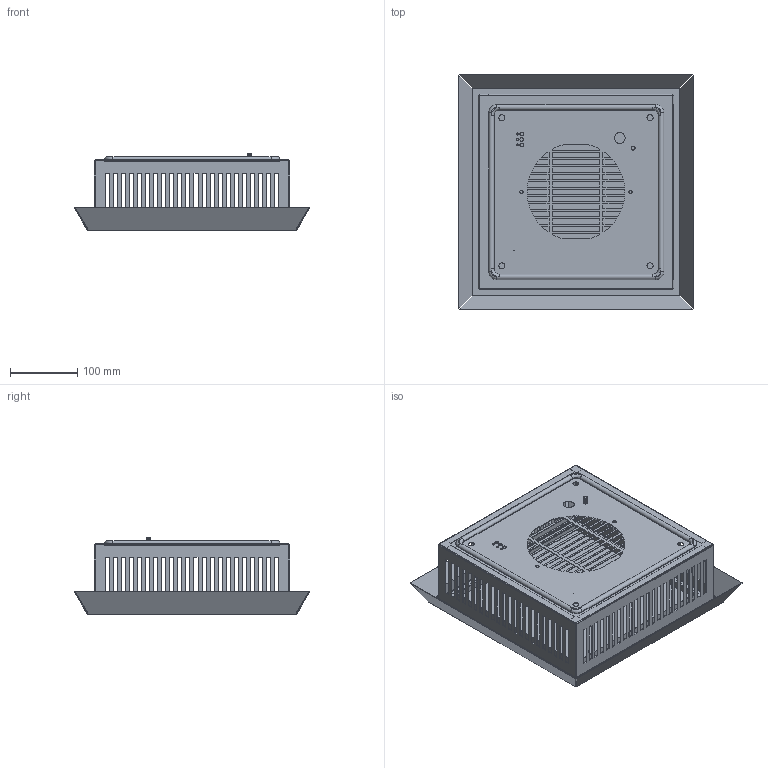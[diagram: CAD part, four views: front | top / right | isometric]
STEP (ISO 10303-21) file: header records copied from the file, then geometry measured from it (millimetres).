
FILE_DESCRIPTION(/* description */ (''),/* implementation_level */ '2;1');
FILE_NAME(/* name */ 'КВФ 350х350.stp',/* time_stamp */ '2023-11-17T15:35:35+03:00',/* author */ ('Василий'),/* organization */ (''),/* preprocessor_version */ 'ST-DEVELOPER v18.1',/* originating_system */ 'Autodesk Inventor 2021',/* authorisation */ '');
FILE_SCHEMA (('AUTOMOTIVE_DESIGN { 1 0 10303 214 3 1 1 }'));
Length unit declared in the file: millimetre
Products named in the file (1): КВ.350х350
Bounding box: 350 x 350 x 115.41 mm (x, y, z)
Volume: 357094.7 mm3; surface area: 756850.6 mm2
Topology: 3 solids, 3 shells, 914 faces, 2518 edges, 1609 vertices
Faces by surface type: plane 722, cylinder 146, bspline 28, torus 16, cone 2
Full cylindrical faces by diameter (mm): 0.5 x3, 3 x3, 5 x2, 5.5 x7, 6 x18, 7 x4, 9 x4, 16 x1
Entity records: 38118 total; most frequent: CARTESIAN_POINT 13381, ORIENTED_EDGE 5036, DIRECTION 4511, EDGE_CURVE 2518, LINE 2087, VECTOR 2087, VERTEX_POINT 1609, EDGE_LOOP 1213
